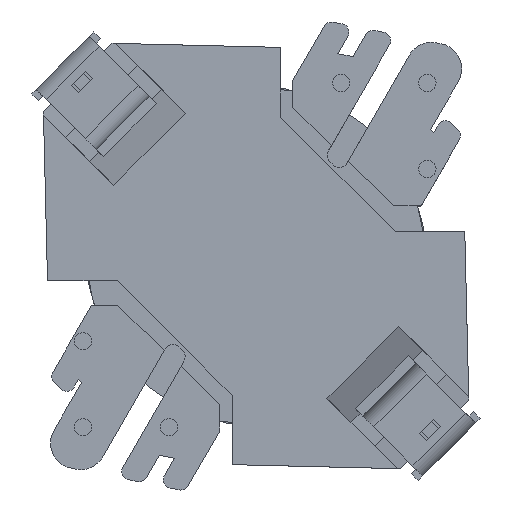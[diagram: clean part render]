
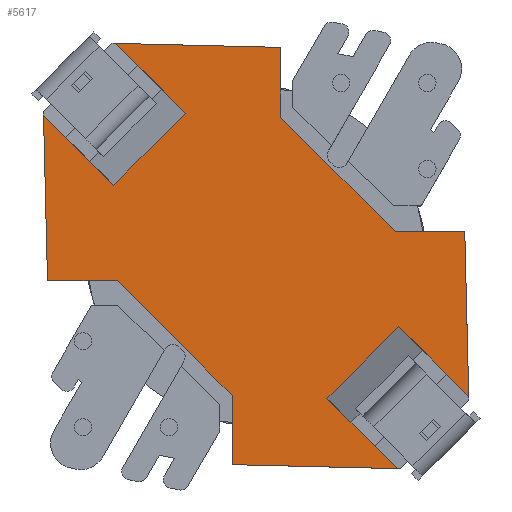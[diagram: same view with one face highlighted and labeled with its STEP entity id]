
A CAD part, front view. The second image highlights one B-rep face of the part: STEP entity #5617.
In plain terms, the highlighted face is planar.
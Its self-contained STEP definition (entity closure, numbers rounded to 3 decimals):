
#23 = VECTOR ( 'NONE', #2644, 1000. ) ;
#35 = EDGE_CURVE ( 'NONE', #2745, #1540, #5641, .T. ) ;
#62 = CARTESIAN_POINT ( 'NONE',  ( 0., -3., -3.36 ) ) ;
#85 = ORIENTED_EDGE ( 'NONE', *, *, #3150, .T. ) ;
#90 = VERTEX_POINT ( 'NONE', #363 ) ;
#190 = ORIENTED_EDGE ( 'NONE', *, *, #5710, .T. ) ;
#203 = EDGE_CURVE ( 'NONE', #1722, #90, #1580, .T. ) ;
#324 = LINE ( 'NONE', #1519, #637 ) ;
#333 = EDGE_CURVE ( 'NONE', #1044, #1619, #2927, .T. ) ;
#340 = FACE_OUTER_BOUND ( 'NONE', #6301, .T. ) ;
#363 = CARTESIAN_POINT ( 'NONE',  ( 0., -0.084, -3.36 ) ) ;
#617 = DIRECTION ( 'NONE',  ( 0., -0.707, 0.707 ) ) ;
#637 = VECTOR ( 'NONE', #714, 1000. ) ;
#714 = DIRECTION ( 'NONE',  ( 0., 0.724, 0.69 ) ) ;
#812 = ORIENTED_EDGE ( 'NONE', *, *, #4009, .T. ) ;
#823 = VERTEX_POINT ( 'NONE', #1993 ) ;
#887 = VECTOR ( 'NONE', #1672, 1000. ) ;
#915 = CARTESIAN_POINT ( 'NONE',  ( 0., -1.805, 1.805 ) ) ;
#971 = CARTESIAN_POINT ( 'NONE',  ( 0., -3.61, 0. ) ) ;
#1044 = VERTEX_POINT ( 'NONE', #3772 ) ;
#1062 = VECTOR ( 'NONE', #4606, 1000. ) ;
#1081 = CARTESIAN_POINT ( 'NONE',  ( 0., -9.85, -1.46 ) ) ;
#1161 = VECTOR ( 'NONE', #4235, 1000. ) ;
#1198 = VERTEX_POINT ( 'NONE', #5127 ) ;
#1312 = VECTOR ( 'NONE', #2423, 1000. ) ;
#1352 = ORIENTED_EDGE ( 'NONE', *, *, #5757, .T. ) ;
#1387 = EDGE_CURVE ( 'NONE', #6583, #2567, #4473, .T. ) ;
#1519 = CARTESIAN_POINT ( 'NONE',  ( 0., -11.29, 0. ) ) ;
#1540 = VERTEX_POINT ( 'NONE', #1081 ) ;
#1558 = DIRECTION ( 'NONE',  ( -1., 0., 0. ) ) ;
#1566 = DIRECTION ( 'NONE',  ( 0., -0.707, 0.707 ) ) ;
#1580 = LINE ( 'NONE', #971, #3098 ) ;
#1619 = VERTEX_POINT ( 'NONE', #2183 ) ;
#1672 = DIRECTION ( 'NONE',  ( 0., 0., -1. ) ) ;
#1687 = EDGE_CURVE ( 'NONE', #6257, #1198, #324, .T. ) ;
#1722 = VERTEX_POINT ( 'NONE', #2053 ) ;
#1868 = LINE ( 'NONE', #915, #5780 ) ;
#1993 = CARTESIAN_POINT ( 'NONE',  ( 0., -14.827, -6.36 ) ) ;
#2003 = VECTOR ( 'NONE', #4549, 1000. ) ;
#2039 = CARTESIAN_POINT ( 'NONE',  ( 0., -14.9, -6.36 ) ) ;
#2053 = CARTESIAN_POINT ( 'NONE',  ( 0., -3.61, 0. ) ) ;
#2183 = CARTESIAN_POINT ( 'NONE',  ( 0., -5.07, -8.27 ) ) ;
#2195 = CARTESIAN_POINT ( 'NONE',  ( 0., 0., -3.36 ) ) ;
#2199 = LINE ( 'NONE', #2195, #1161 ) ;
#2259 = ORIENTED_EDGE ( 'NONE', *, *, #5562, .T. ) ;
#2325 = CARTESIAN_POINT ( 'NONE',  ( 0., -11.9, -3.36 ) ) ;
#2362 = CARTESIAN_POINT ( 'NONE',  ( 0., 0., -1.46 ) ) ;
#2373 = CARTESIAN_POINT ( 'NONE',  ( 0., -9.85, -8.27 ) ) ;
#2423 = DIRECTION ( 'NONE',  ( 0., 0., -1. ) ) ;
#2425 = VERTEX_POINT ( 'NONE', #2373 ) ;
#2446 = VECTOR ( 'NONE', #2539, 1000. ) ;
#2486 = VERTEX_POINT ( 'NONE', #6155 ) ;
#2500 = CARTESIAN_POINT ( 'NONE',  ( 0., -14.816, -3.36 ) ) ;
#2539 = DIRECTION ( 'NONE',  ( 0., -1., 0. ) ) ;
#2549 = DIRECTION ( 'NONE',  ( 0., -0.724, 0.69 ) ) ;
#2557 = DIRECTION ( 'NONE',  ( 0., -1., 0. ) ) ;
#2567 = VERTEX_POINT ( 'NONE', #5460 ) ;
#2644 = DIRECTION ( 'NONE',  ( 0., -1., 0. ) ) ;
#2655 = EDGE_CURVE ( 'NONE', #6407, #823, #4534, .T. ) ;
#2675 = LINE ( 'NONE', #5995, #1312 ) ;
#2677 = ORIENTED_EDGE ( 'NONE', *, *, #203, .T. ) ;
#2691 = CARTESIAN_POINT ( 'NONE',  ( 0., -3., -3.36 ) ) ;
#2745 = VERTEX_POINT ( 'NONE', #3304 ) ;
#2927 = LINE ( 'NONE', #5654, #3661 ) ;
#2939 = EDGE_CURVE ( 'NONE', #1619, #2425, #3816, .T. ) ;
#3053 = LINE ( 'NONE', #2039, #4566 ) ;
#3098 = VECTOR ( 'NONE', #4554, 1000. ) ;
#3124 = VECTOR ( 'NONE', #3134, 1000. ) ;
#3134 = DIRECTION ( 'NONE',  ( 0., -1., 0. ) ) ;
#3150 = EDGE_CURVE ( 'NONE', #90, #4048, #2199, .T. ) ;
#3153 = CARTESIAN_POINT ( 'NONE',  ( 0., -11.3, -9.72 ) ) ;
#3180 = VECTOR ( 'NONE', #2549, 1000. ) ;
#3248 = VECTOR ( 'NONE', #5937, 1000. ) ;
#3304 = CARTESIAN_POINT ( 'NONE',  ( 0., -5.07, -1.46 ) ) ;
#3334 = ORIENTED_EDGE ( 'NONE', *, *, #2939, .T. ) ;
#3428 = ORIENTED_EDGE ( 'NONE', *, *, #3870, .F. ) ;
#3437 = EDGE_CURVE ( 'NONE', #5928, #2486, #2675, .T. ) ;
#3472 = DIRECTION ( 'NONE',  ( 0., -0.707, -0.707 ) ) ;
#3598 = PLANE ( 'NONE',  #5805 ) ;
#3661 = VECTOR ( 'NONE', #1566, 1000. ) ;
#3772 = CARTESIAN_POINT ( 'NONE',  ( 0., -3.61, -9.73 ) ) ;
#3794 = ORIENTED_EDGE ( 'NONE', *, *, #3437, .F. ) ;
#3816 = LINE ( 'NONE', #5600, #2446 ) ;
#3870 = EDGE_CURVE ( 'NONE', #1722, #2745, #1868, .T. ) ;
#3930 = LINE ( 'NONE', #6226, #23 ) ;
#3931 = ORIENTED_EDGE ( 'NONE', *, *, #2655, .T. ) ;
#3950 = LINE ( 'NONE', #4090, #1062 ) ;
#4009 = EDGE_CURVE ( 'NONE', #6583, #1044, #3950, .T. ) ;
#4036 = CARTESIAN_POINT ( 'NONE',  ( 0., -0.79, 0.79 ) ) ;
#4048 = VERTEX_POINT ( 'NONE', #62 ) ;
#4090 = CARTESIAN_POINT ( 'NONE',  ( 0., -3.61, -9.73 ) ) ;
#4207 = ORIENTED_EDGE ( 'NONE', *, *, #1387, .F. ) ;
#4235 = DIRECTION ( 'NONE',  ( 0., -1., 0. ) ) ;
#4299 = EDGE_CURVE ( 'NONE', #1540, #1198, #5622, .T. ) ;
#4301 = ORIENTED_EDGE ( 'NONE', *, *, #1687, .T. ) ;
#4420 = VECTOR ( 'NONE', #617, 1000. ) ;
#4473 = LINE ( 'NONE', #6173, #3124 ) ;
#4534 = LINE ( 'NONE', #6474, #3180 ) ;
#4549 = DIRECTION ( 'NONE',  ( 0., -0.707, -0.707 ) ) ;
#4554 = DIRECTION ( 'NONE',  ( 0., 0.724, -0.69 ) ) ;
#4566 = VECTOR ( 'NONE', #2557, 1000. ) ;
#4606 = DIRECTION ( 'NONE',  ( 0., -0.724, -0.69 ) ) ;
#4968 = LINE ( 'NONE', #2691, #887 ) ;
#5048 = ORIENTED_EDGE ( 'NONE', *, *, #333, .T. ) ;
#5127 = CARTESIAN_POINT ( 'NONE',  ( 0., -11.3, -0.01 ) ) ;
#5138 = DIRECTION ( 'NONE',  ( 0., -1., 0. ) ) ;
#5152 = ORIENTED_EDGE ( 'NONE', *, *, #35, .F. ) ;
#5460 = CARTESIAN_POINT ( 'NONE',  ( 0., -3., -6.36 ) ) ;
#5507 = ORIENTED_EDGE ( 'NONE', *, *, #5611, .F. ) ;
#5562 = EDGE_CURVE ( 'NONE', #2425, #6407, #6096, .T. ) ;
#5566 = ORIENTED_EDGE ( 'NONE', *, *, #4299, .F. ) ;
#5600 = CARTESIAN_POINT ( 'NONE',  ( 0., 0., -8.27 ) ) ;
#5611 = EDGE_CURVE ( 'NONE', #2486, #823, #3053, .T. ) ;
#5617 = ADVANCED_FACE ( 'NONE', ( #340 ), #3598, .T. ) ;
#5621 = CARTESIAN_POINT ( 'NONE',  ( 0., 0., -9.73 ) ) ;
#5622 = LINE ( 'NONE', #5707, #4420 ) ;
#5641 = LINE ( 'NONE', #2362, #3248 ) ;
#5654 = CARTESIAN_POINT ( 'NONE',  ( 0., -6.67, -6.67 ) ) ;
#5707 = CARTESIAN_POINT ( 'NONE',  ( 0., -5.655, -5.655 ) ) ;
#5710 = EDGE_CURVE ( 'NONE', #5928, #6257, #3930, .T. ) ;
#5757 = EDGE_CURVE ( 'NONE', #4048, #2567, #4968, .T. ) ;
#5780 = VECTOR ( 'NONE', #3472, 1000. ) ;
#5805 = AXIS2_PLACEMENT_3D ( 'NONE', #5621, #1558, #5138 ) ;
#5928 = VERTEX_POINT ( 'NONE', #2325 ) ;
#5937 = DIRECTION ( 'NONE',  ( 0., -1., 0. ) ) ;
#5995 = CARTESIAN_POINT ( 'NONE',  ( 0., -11.9, -3.36 ) ) ;
#6096 = LINE ( 'NONE', #4036, #2003 ) ;
#6155 = CARTESIAN_POINT ( 'NONE',  ( 0., -11.9, -6.36 ) ) ;
#6173 = CARTESIAN_POINT ( 'NONE',  ( 0., 0., -6.36 ) ) ;
#6226 = CARTESIAN_POINT ( 'NONE',  ( 0., -14.9, -3.36 ) ) ;
#6257 = VERTEX_POINT ( 'NONE', #2500 ) ;
#6301 = EDGE_LOOP ( 'NONE', ( #3794, #190, #4301, #5566, #5152, #3428, #2677, #85, #1352, #4207, #812, #5048, #3334, #2259, #3931, #5507 ) ) ;
#6339 = CARTESIAN_POINT ( 'NONE',  ( 0., -0.073, -6.36 ) ) ;
#6407 = VERTEX_POINT ( 'NONE', #3153 ) ;
#6474 = CARTESIAN_POINT ( 'NONE',  ( 0., -11.29, -9.73 ) ) ;
#6583 = VERTEX_POINT ( 'NONE', #6339 ) ;
